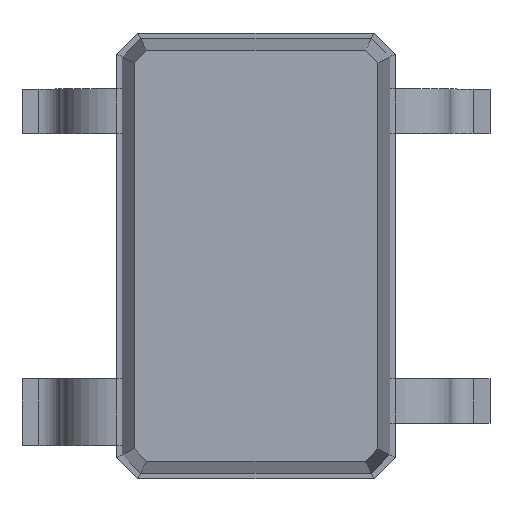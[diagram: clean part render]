
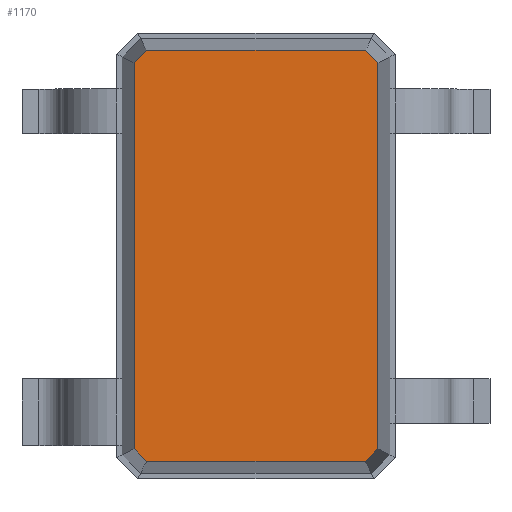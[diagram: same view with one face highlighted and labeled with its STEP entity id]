
A CAD part, top view. The second image highlights one B-rep face of the part: STEP entity #1170.
In plain terms, the highlighted planar face has unit normal (0, 0, 1).
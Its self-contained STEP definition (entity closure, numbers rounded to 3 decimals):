
#13=DIRECTION('',(0.,0.,1.));
#27=VECTOR('',#28,1.);
#28=DIRECTION('',(1.,0.,0.));
#51=VECTOR('',#52,1.);
#52=DIRECTION('',(0.707,-0.707,0.));
#58=VECTOR('',#59,1.);
#59=DIRECTION('',(0.,-1.,0.));
#65=VECTOR('',#66,1.);
#66=DIRECTION('',(-0.707,-0.707,0.));
#72=VECTOR('',#73,1.);
#73=DIRECTION('',(-1.,0.,0.));
#79=VECTOR('',#80,1.);
#80=DIRECTION('',(-0.707,0.707,0.));
#86=VECTOR('',#87,1.);
#87=DIRECTION('',(0.,1.,0.));
#91=VECTOR('',#92,1.);
#92=DIRECTION('',(0.707,0.707,0.));
#550=VERTEX_POINT('',#551);
#551=CARTESIAN_POINT('',(0.491,0.922,1.));
#554=EDGE_CURVE('',#555,#550,#557,.T.);
#555=VERTEX_POINT('',#556);
#556=CARTESIAN_POINT('',(-0.491,0.922,1.));
#557=LINE('',#556,#27);
#1162=VERTEX_POINT('',#1163);
#1163=CARTESIAN_POINT('',(0.547,0.866,1.));
#1166=EDGE_CURVE('',#550,#1162,#1167,.T.);
#1167=LINE('',#551,#51);
#1170=ADVANCED_FACE('',(#1171),#1203,.T.);
#1171=FACE_BOUND('',#1172,.F.);
#1172=EDGE_LOOP('',(#1173,#1174,#1175,#1180,#1185,#1190,#1195,#1200));
#1173=ORIENTED_EDGE('',*,*,#554,.T.);
#1174=ORIENTED_EDGE('',*,*,#1166,.T.);
#1175=ORIENTED_EDGE('',*,*,#1176,.T.);
#1176=EDGE_CURVE('',#1162,#1177,#1179,.T.);
#1177=VERTEX_POINT('',#1178);
#1178=CARTESIAN_POINT('',(0.547,-0.866,1.));
#1179=LINE('',#1163,#58);
#1180=ORIENTED_EDGE('',*,*,#1181,.T.);
#1181=EDGE_CURVE('',#1177,#1182,#1184,.T.);
#1182=VERTEX_POINT('',#1183);
#1183=CARTESIAN_POINT('',(0.491,-0.922,1.));
#1184=LINE('',#1178,#65);
#1185=ORIENTED_EDGE('',*,*,#1186,.T.);
#1186=EDGE_CURVE('',#1182,#1187,#1189,.T.);
#1187=VERTEX_POINT('',#1188);
#1188=CARTESIAN_POINT('',(-0.491,-0.922,1.));
#1189=LINE('',#1183,#72);
#1190=ORIENTED_EDGE('',*,*,#1191,.T.);
#1191=EDGE_CURVE('',#1187,#1192,#1194,.T.);
#1192=VERTEX_POINT('',#1193);
#1193=CARTESIAN_POINT('',(-0.547,-0.866,1.));
#1194=LINE('',#1188,#79);
#1195=ORIENTED_EDGE('',*,*,#1196,.T.);
#1196=EDGE_CURVE('',#1192,#1197,#1199,.T.);
#1197=VERTEX_POINT('',#1198);
#1198=CARTESIAN_POINT('',(-0.547,0.866,1.));
#1199=LINE('',#1193,#86);
#1200=ORIENTED_EDGE('',*,*,#1201,.T.);
#1201=EDGE_CURVE('',#1197,#555,#1202,.T.);
#1202=LINE('',#1198,#91);
#1203=PLANE('',#1204);
#1204=AXIS2_PLACEMENT_3D('',#556,#13,#1205);
#1205=DIRECTION('',(0.47,-0.883,0.));
